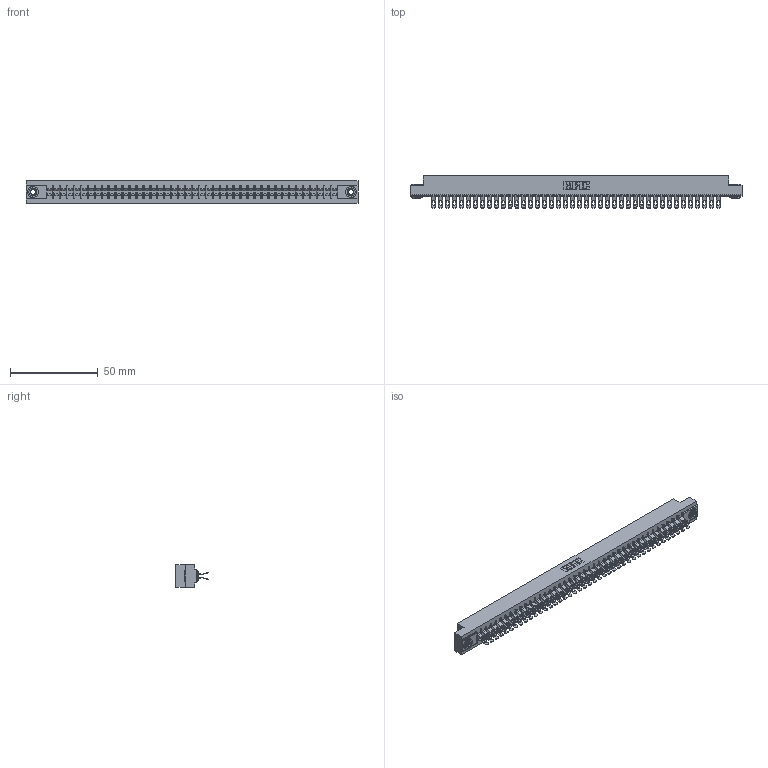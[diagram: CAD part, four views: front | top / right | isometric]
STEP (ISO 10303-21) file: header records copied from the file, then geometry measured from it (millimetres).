
FILE_DESCRIPTION (( 'STEP AP203' ), '1' );
FILE_NAME ('305-084-555-503.STEP', '2019-09-10T12:26:47', ( '' ), ( '' ), 'SwSTEP 2.0', 'SolidWorks 2016', '' );
FILE_SCHEMA (( 'CONFIG_CONTROL_DESIGN' ));
Length unit declared in the file: inch
Products named in the file (4): 305-084-555-503; 345-250-002_345-250-002-102; 305-290-001_555; 305 Part_.156 Dia
Assembly tree (87 placements, depth 2):
  305-084-555-503
    305 Part_.156 Dia
    305-290-001_555  x84
    345-250-002_345-250-002-102  x2
Bounding box: 189.43 x 18.41 x 12.7 mm (x, y, z)
Volume: 19431.7 mm3; surface area: 27482.3 mm2
Topology: 87 solids, 87 shells, 5712 faces, 17018 edges, 11116 vertices
Faces by surface type: plane 2780, cylinder 2756, sphere 168, cone 8
Entity records: 47164 total; most frequent: CARTESIAN_POINT 7803, ORIENTED_EDGE 7728, DIRECTION 7558, EDGE_CURVE 3864, LINE 3096, VECTOR 3096, VERTEX_POINT 2460, AXIS2_PLACEMENT_3D 2231
